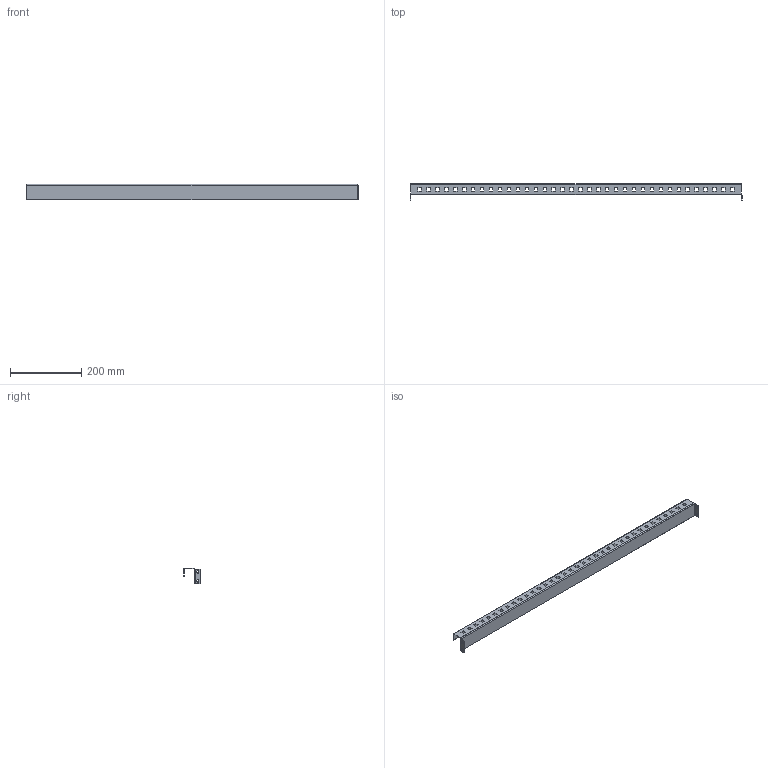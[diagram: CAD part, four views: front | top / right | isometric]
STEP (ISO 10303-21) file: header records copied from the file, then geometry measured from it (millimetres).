
FILE_DESCRIPTION (( 'STEP AP203' ), '1' );
FILE_NAME ('Ðåéêà äëÿ ôèêñàöèè êàáåëÿ FORD äëÿ êîðïóñà øèðèíîé 1000 (2øò.) EKF PROxima.STEP', '2020-10-26T06:54:28', ( '' ), ( '' ), 'SwSTEP 2.0', 'SolidWorks 2019', '' );
FILE_SCHEMA (( 'CONFIG_CONTROL_DESIGN' ));
Length unit declared in the file: millimetre
Products named in the file (1): Ðåéêà äëÿ ôèêñàöèè êàáåëÿ FORD äëÿ êîðïóñà øèðèíîé 1000 (2øò.) EKF PROxima
Bounding box: 929 x 45.5 x 42.5 mm (x, y, z)
Volume: 123000.2 mm3; surface area: 169317.3 mm2
Topology: 1 solids, 1 shells, 190 faces, 532 edges, 344 vertices
Faces by surface type: plane 174, cylinder 16
Entity records: 6209 total; most frequent: CARTESIAN_POINT 1067, ORIENTED_EDGE 1064, DIRECTION 946, EDGE_CURVE 532, LINE 500, VECTOR 500, VERTEX_POINT 344, EDGE_LOOP 270
